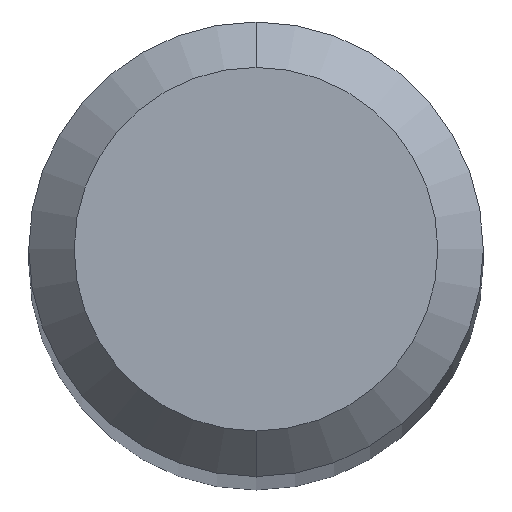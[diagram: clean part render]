
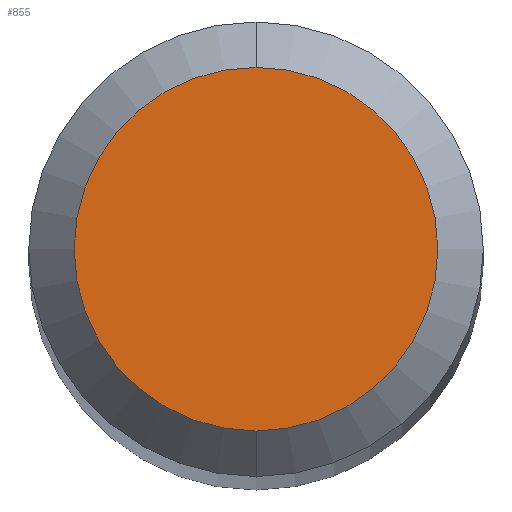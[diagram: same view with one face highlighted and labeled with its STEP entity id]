
A CAD part, top view. The second image highlights one B-rep face of the part: STEP entity #855.
In plain terms, the highlighted planar face has unit normal (0, 0, 1).
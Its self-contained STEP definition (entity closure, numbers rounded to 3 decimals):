
#451=VERTEX_POINT('',#1059);
#457=VERTEX_POINT('',#1065);
#785=EDGE_CURVE('',#451,#457,#1426,.T.);
#847=EDGE_CURVE('',#457,#451,#1493,.T.);
#855=ADVANCED_FACE('',(#1501),#1502,.T.);
#1059=CARTESIAN_POINT('',(0.0,1.2,0.0));
#1065=CARTESIAN_POINT('',(0.,-1.2,0.0));
#1426=CIRCLE('',#4199,1.2);
#1493=CIRCLE('',#4349,1.2);
#1501=FACE_OUTER_BOUND('',#4379,.T.);
#1502=PLANE('',#4380);
#4199=AXIS2_PLACEMENT_3D('',#5540,#5541,#5542);
#4349=AXIS2_PLACEMENT_3D('',#5602,#5603,#5604);
#4379=EDGE_LOOP('',(#5606,#5607));
#4380=AXIS2_PLACEMENT_3D('',#5608,#5609,#5610);
#5540=CARTESIAN_POINT('',(0.0,0.0,0.0));
#5541=DIRECTION('',(0.0,0.0,-1.0));
#5542=DIRECTION('',(0.0,1.0,0.0));
#5602=CARTESIAN_POINT('',(0.0,0.0,0.0));
#5603=DIRECTION('',(0.0,0.0,-1.0));
#5604=DIRECTION('',(0.0,1.0,0.0));
#5606=ORIENTED_EDGE('',*,*,#785,.F.);
#5607=ORIENTED_EDGE('',*,*,#847,.F.);
#5608=CARTESIAN_POINT('',(0.0,0.6,0.0));
#5609=DIRECTION('',(-0.0,0.0,1.0));
#5610=DIRECTION('',(0.0,-1.0,0.0));
